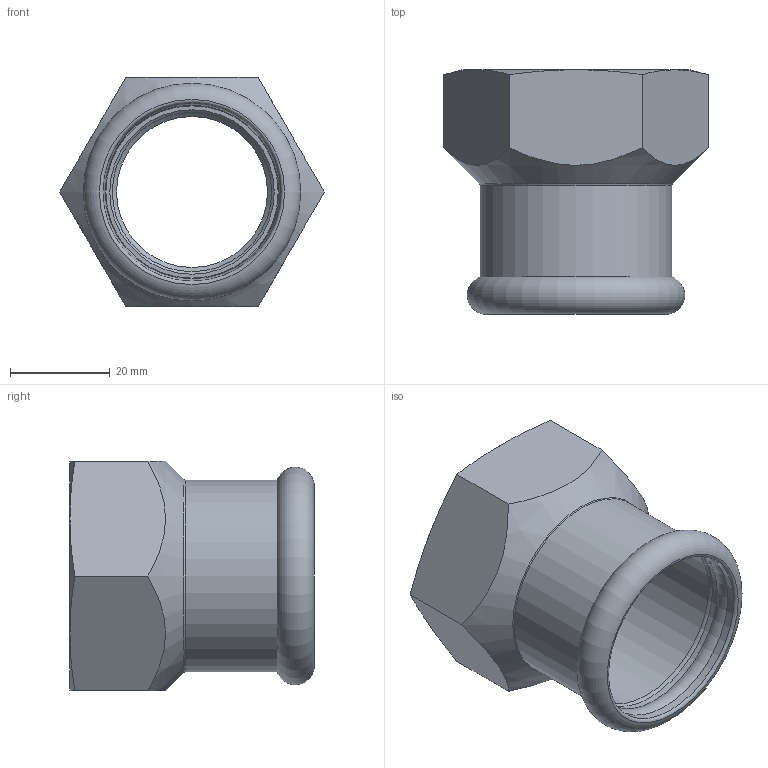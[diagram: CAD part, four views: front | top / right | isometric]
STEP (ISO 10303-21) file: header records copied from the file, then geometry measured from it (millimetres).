
FILE_DESCRIPTION(/* description */ ('MANICOTTO MISTO FILETTO F 1"x35'),/* implementation_level */ '2;1');
FILE_NAME(/* name */ '190100035_Inoxpres.stp',/* time_stamp */ '2022-10-12T09:11:55+02:00',/* author */ ('Vault'),/* organization */ ('Raccorderie metalliche s.p.a. '),/* preprocessor_version */ 'ST-DEVELOPER v18.1',/* originating_system */ 'Autodesk Inventor 2020',/* authorisation */ 'Raccorderie metalliche s.p.a. ');
FILE_SCHEMA (('AUTOMOTIVE_DESIGN { 1 0 10303 214 3 1 1 }'));
Length unit declared in the file: millimetre
Products named in the file (1): 190100035_Inoxpres
Bounding box: 53.12 x 49 x 46 mm (x, y, z)
Volume: 28388.8 mm3; surface area: 13985.6 mm2
Topology: 1 solids, 1 shells, 33 faces, 86 edges, 56 vertices
Faces by surface type: cone 11, plane 9, cylinder 7, torus 6
Full cylindrical faces by diameter (mm): 30.291 x1, 32 x1, 35 x1, 35.4 x1, 35.8 x2, 38.4 x1
Entity records: 1063 total; most frequent: CARTESIAN_POINT 214, DIRECTION 184, ORIENTED_EDGE 172, EDGE_CURVE 86, AXIS2_PLACEMENT_3D 83, VERTEX_POINT 56, CIRCLE 49, EDGE_LOOP 36
